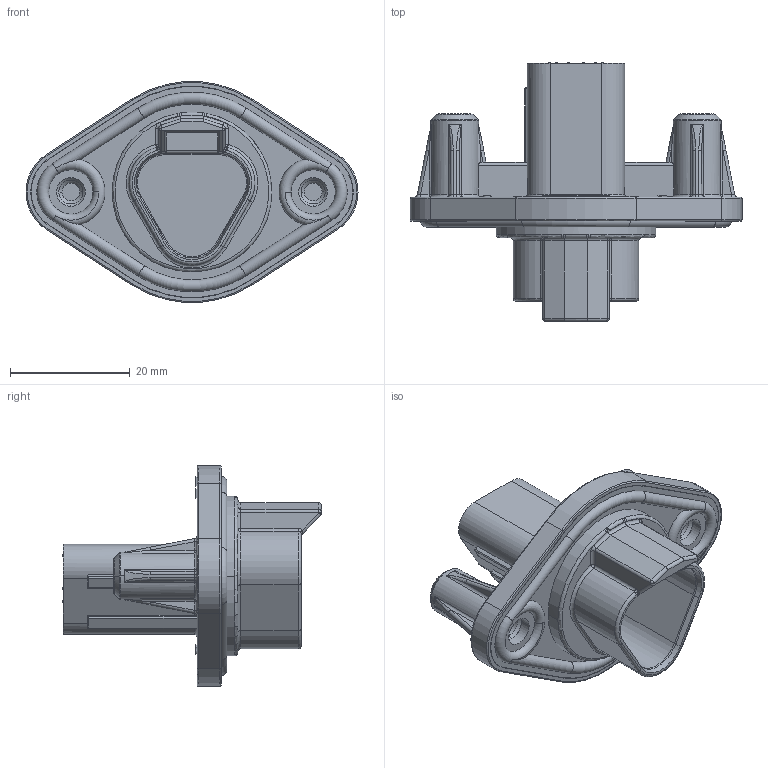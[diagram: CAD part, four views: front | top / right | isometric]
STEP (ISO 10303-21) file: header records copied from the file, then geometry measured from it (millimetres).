
FILE_DESCRIPTION((''),'2;1');
FILE_NAME('C-AT04-3P-PM12_3D','2016-02-25T',('Orion.Li'),(''),'PRO/ENGINEER BY PARAMETRIC TECHNOLOGY CORPORATION, 2013230','PRO/ENGINEER BY PARAMETRIC TECHNOLOGY CORPORATION, 2013230','');
FILE_SCHEMA(('CONFIG_CONTROL_DESIGN'));
Length unit declared in the file: millimetre
Products named in the file (1): C-AT04-3P-PM12_3D
Bounding box: 55.5 x 43.3 x 36.88 mm (x, y, z)
Volume: 12136.1 mm3; surface area: 8303.9 mm2
Topology: 1 solids, 2 shells, 1121 faces, 3063 edges, 1981 vertices
Faces by surface type: plane 597, cylinder 160, extrusion 154, torus 75, bspline 74, sphere 38, cone 23
Entity records: 40371 total; most frequent: CARTESIAN_POINT 13021, ORIENTED_EDGE 6054, DIRECTION 4996, EDGE_CURVE 3027, VECTOR 2026, VERTEX_POINT 1981, LINE 1872, AXIS2_PLACEMENT_3D 1485
